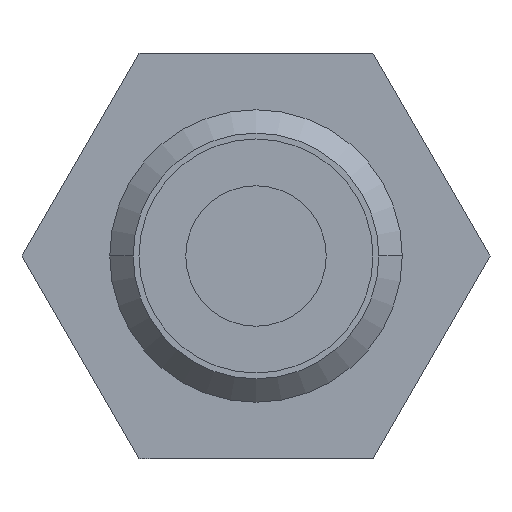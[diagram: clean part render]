
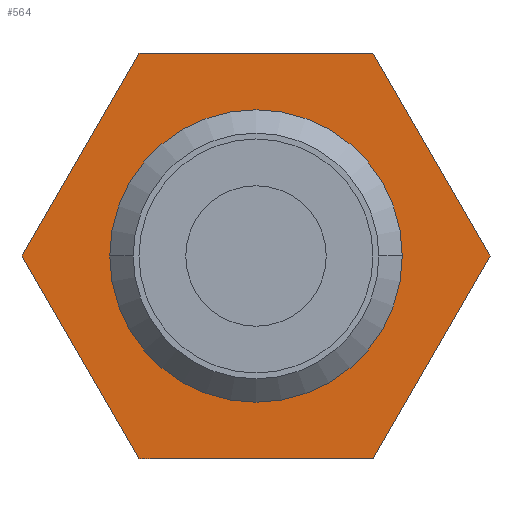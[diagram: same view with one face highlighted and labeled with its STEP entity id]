
A CAD part, front view. The second image highlights one B-rep face of the part: STEP entity #564.
In plain terms, the highlighted planar face has unit normal (0, -1, 0).
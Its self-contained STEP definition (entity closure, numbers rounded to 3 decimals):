
#366=CARTESIAN_POINT('',(-10.,327.0,0.));
#367=VERTEX_POINT('',#366);
#374=CARTESIAN_POINT('',(-5.,327.0,8.66));
#375=VERTEX_POINT('',#374);
#376=CARTESIAN_POINT('',(-10.,327.0,0.));
#377=DIRECTION('',(0.5,0.0,0.866));
#378=VECTOR('',#377,10.);
#379=LINE('',#376,#378);
#380=EDGE_CURVE('',#367,#375,#379,.T.);
#404=CARTESIAN_POINT('',(-5.,327.0,-8.66));
#405=VERTEX_POINT('',#404);
#412=CARTESIAN_POINT('',(-5.,327.0,-8.66));
#413=DIRECTION('',(-0.5,0.0,0.866));
#414=VECTOR('',#413,10.);
#415=LINE('',#412,#414);
#416=EDGE_CURVE('',#405,#367,#415,.T.);
#435=CARTESIAN_POINT('',(5.,327.0,-8.66));
#436=VERTEX_POINT('',#435);
#443=CARTESIAN_POINT('',(5.,327.0,-8.66));
#444=DIRECTION('',(-1.0,0.0,0.0));
#445=VECTOR('',#444,10.);
#446=LINE('',#443,#445);
#447=EDGE_CURVE('',#436,#405,#446,.T.);
#466=CARTESIAN_POINT('',(10.,327.0,0.));
#467=VERTEX_POINT('',#466);
#474=CARTESIAN_POINT('',(10.,327.0,0.));
#475=DIRECTION('',(-0.5,0.0,-0.866));
#476=VECTOR('',#475,10.);
#477=LINE('',#474,#476);
#478=EDGE_CURVE('',#467,#436,#477,.T.);
#497=CARTESIAN_POINT('',(5.,327.0,8.66));
#498=VERTEX_POINT('',#497);
#505=CARTESIAN_POINT('',(5.,327.0,8.66));
#506=DIRECTION('',(0.5,0.0,-0.866));
#507=VECTOR('',#506,10.);
#508=LINE('',#505,#507);
#509=EDGE_CURVE('',#498,#467,#508,.T.);
#527=CARTESIAN_POINT('',(-5.,327.0,8.66));
#528=DIRECTION('',(1.0,0.0,0.0));
#529=VECTOR('',#528,10.);
#530=LINE('',#527,#529);
#531=EDGE_CURVE('',#375,#498,#530,.T.);
#551=CARTESIAN_POINT('',(0.,327.0,0.));
#552=DIRECTION('',(0.0,1.0,0.0));
#553=DIRECTION('',(1.0,0.0,0.0));
#554=AXIS2_PLACEMENT_3D('',#551,#552,#553);
#555=PLANE('',#554);
#556=ORIENTED_EDGE('',*,*,#531,.F.);
#557=ORIENTED_EDGE('',*,*,#380,.F.);
#558=ORIENTED_EDGE('',*,*,#416,.F.);
#559=ORIENTED_EDGE('',*,*,#447,.F.);
#560=ORIENTED_EDGE('',*,*,#478,.F.);
#561=ORIENTED_EDGE('',*,*,#509,.F.);
#562=EDGE_LOOP('',(#556,#557,#558,#559,#560,#561));
#563=FACE_OUTER_BOUND('',#562,.T.);
#564=ADVANCED_FACE('',(#563),#555,.F.);
